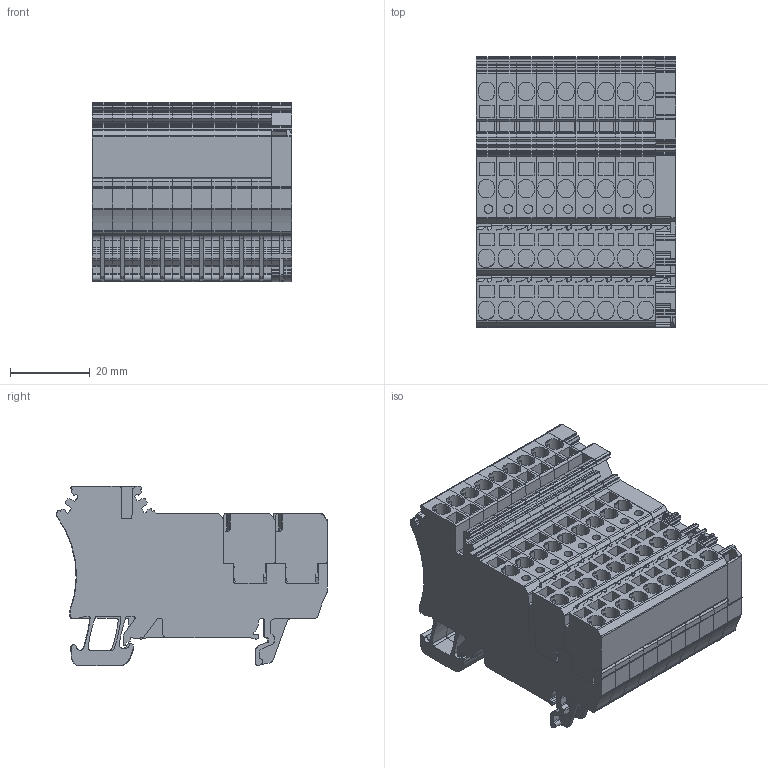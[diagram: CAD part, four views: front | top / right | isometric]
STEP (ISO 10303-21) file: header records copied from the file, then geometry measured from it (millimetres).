
FILE_DESCRIPTION(('CATIA V5 STEP Exchange','CAx-IF Rec.Pracs.--- Model Styling and Organization---1.5--- 2016-08-15','CAx-IF Rec.Pracs.---Supplemental Geometry---1.0---2011-11-01','CAx-IF Rec.Pracs.--- Composite Materials ---1.1---2010-07-15'),'2;1');
FILE_NAME ('D1454650_1', '2025-09-22T05:35:56+00:00', ('none'), ('Weidmueller'), 'CATIA Version 5-6 Release 2024 SP4', 'CATIA V5 STEP AP214 v3', 'none');
FILE_SCHEMA(('AUTOMOTIVE_DESIGN { 1 0 10303 214 1 1 1 1 }'));
Products named in the file (1): 1692630000
Bounding box: 50 x 68.15 x 45.05 mm (x, y, z)
Volume: 89301.1 mm3; surface area: 72424.3 mm2
Topology: 12 solids, 12 shells, 4670 faces, 13614 edges, 9065 vertices
Faces by surface type: plane 2889, cylinder 1731, extrusion 50
Entity records: 148652 total; most frequent: CARTESIAN_POINT 31238, ORIENTED_EDGE 27228, DIRECTION 19736, EDGE_CURVE 13614, VECTOR 9852, LINE 9802, VERTEX_POINT 9065, AXIS2_PLACEMENT_3D 6546
